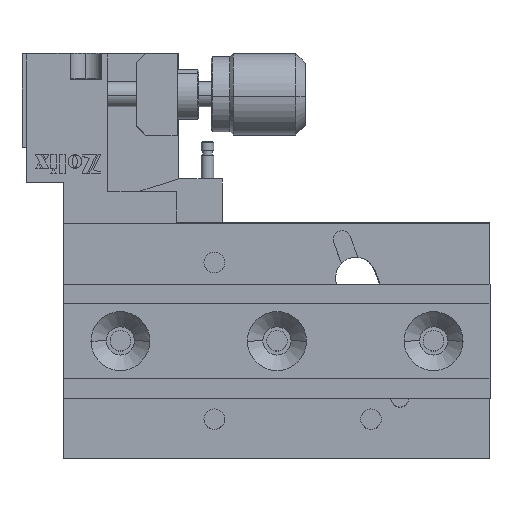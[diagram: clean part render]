
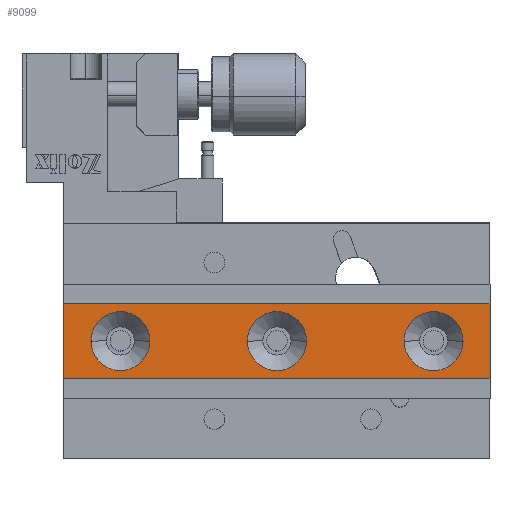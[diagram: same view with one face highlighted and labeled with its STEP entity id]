
A CAD part, left-side view. The second image highlights one B-rep face of the part: STEP entity #9099.
In plain terms, the highlighted planar face has unit normal (-1, 0, -0.008).
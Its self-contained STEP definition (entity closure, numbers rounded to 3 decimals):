
#1 = FACE_BOUND ( 'NONE', #6390, .T. ) ;
#36 = VERTEX_POINT ( 'NONE', #9334 ) ;
#168 = ORIENTED_EDGE ( 'NONE', *, *, #7396, .F. ) ;
#178 = CARTESIAN_POINT ( 'NONE',  ( -18.142, -1.261, -0.077 ) ) ;
#285 = LINE ( 'NONE', #9435, #10361 ) ;
#312 = CARTESIAN_POINT ( 'NONE',  ( -18.192, -30.561, 5.923 ) ) ;
#474 = ORIENTED_EDGE ( 'NONE', *, *, #3479, .F. ) ;
#507 = EDGE_CURVE ( 'NONE', #823, #934, #3098, .T. ) ;
#571 = AXIS2_PLACEMENT_3D ( 'NONE', #10205, #8616, #7672 ) ;
#733 = DIRECTION ( 'NONE',  ( 0., -1., 0. ) ) ;
#823 = VERTEX_POINT ( 'NONE', #8163 ) ;
#934 = VERTEX_POINT ( 'NONE', #10055 ) ;
#1079 = CARTESIAN_POINT ( 'NONE',  ( -18.142, -16.861, -0.077 ) ) ;
#1088 = PLANE ( 'NONE',  #571 ) ;
#1214 = LINE ( 'NONE', #3874, #8662 ) ;
#1308 = FACE_BOUND ( 'NONE', #2335, .T. ) ;
#1309 = DIRECTION ( 'NONE',  ( -1., 0., -0.008 ) ) ;
#1389 = CARTESIAN_POINT ( 'NONE',  ( -18.092, 37.439, -6.077 ) ) ;
#1421 = EDGE_LOOP ( 'NONE', ( #2895, #6238, #4000, #8656 ) ) ;
#1514 = CARTESIAN_POINT ( 'NONE',  ( -18.142, 23.739, -0.077 ) ) ;
#1592 = DIRECTION ( 'NONE',  ( 0., -1., 0. ) ) ;
#1715 = ORIENTED_EDGE ( 'NONE', *, *, #5975, .F. ) ;
#1739 = EDGE_CURVE ( 'NONE', #934, #10555, #1214, .T. ) ;
#1787 = AXIS2_PLACEMENT_3D ( 'NONE', #2314, #8262, #733 ) ;
#1854 = DIRECTION ( 'NONE',  ( 0., 1., 0. ) ) ;
#2314 = CARTESIAN_POINT ( 'NONE',  ( -18.142, 28.439, -0.077 ) ) ;
#2335 = EDGE_LOOP ( 'NONE', ( #1715, #8904 ) ) ;
#2402 = CARTESIAN_POINT ( 'NONE',  ( -18.142, 3.439, -0.077 ) ) ;
#2535 = CARTESIAN_POINT ( 'NONE',  ( -18.142, 8.139, -0.077 ) ) ;
#2743 = VERTEX_POINT ( 'NONE', #3451 ) ;
#2744 = DIRECTION ( 'NONE',  ( 0., -1., 0. ) ) ;
#2895 = ORIENTED_EDGE ( 'NONE', *, *, #1739, .T. ) ;
#3098 = LINE ( 'NONE', #312, #9742 ) ;
#3416 = CARTESIAN_POINT ( 'NONE',  ( -18.142, 28.439, -0.077 ) ) ;
#3451 = CARTESIAN_POINT ( 'NONE',  ( -18.142, -26.261, -0.077 ) ) ;
#3479 = EDGE_CURVE ( 'NONE', #8022, #2743, #7304, .T. ) ;
#3524 = VERTEX_POINT ( 'NONE', #178 ) ;
#3668 = EDGE_CURVE ( 'NONE', #8918, #3524, #5089, .T. ) ;
#3874 = CARTESIAN_POINT ( 'NONE',  ( -18.192, 37.439, 5.923 ) ) ;
#3956 = VECTOR ( 'NONE', #9065, 1000. ) ;
#4000 = ORIENTED_EDGE ( 'NONE', *, *, #6901, .F. ) ;
#4185 = FACE_BOUND ( 'NONE', #5003, .T. ) ;
#4917 = ORIENTED_EDGE ( 'NONE', *, *, #3668, .F. ) ;
#4954 = DIRECTION ( 'NONE',  ( -1., 0., -0.008 ) ) ;
#5003 = EDGE_LOOP ( 'NONE', ( #168, #4917 ) ) ;
#5089 = CIRCLE ( 'NONE', #5467, 4.7 ) ;
#5467 = AXIS2_PLACEMENT_3D ( 'NONE', #9626, #1309, #7854 ) ;
#5583 = EDGE_CURVE ( 'NONE', #2743, #8022, #10003, .T. ) ;
#5752 = CIRCLE ( 'NONE', #6347, 4.7 ) ;
#5775 = CIRCLE ( 'NONE', #9764, 4.7 ) ;
#5975 = EDGE_CURVE ( 'NONE', #7390, #7418, #6571, .T. ) ;
#6034 = DIRECTION ( 'NONE',  ( -1., 0., -0.008 ) ) ;
#6146 = DIRECTION ( 'NONE',  ( 0., 1., 0. ) ) ;
#6238 = ORIENTED_EDGE ( 'NONE', *, *, #8039, .F. ) ;
#6347 = AXIS2_PLACEMENT_3D ( 'NONE', #2402, #6572, #1592 ) ;
#6390 = EDGE_LOOP ( 'NONE', ( #7887, #474 ) ) ;
#6439 = DIRECTION ( 'NONE',  ( 0.008, 0., -1. ) ) ;
#6571 = CIRCLE ( 'NONE', #1787, 4.7 ) ;
#6572 = DIRECTION ( 'NONE',  ( -1., 0., -0.008 ) ) ;
#6760 = EDGE_CURVE ( 'NONE', #7418, #7390, #5775, .T. ) ;
#6901 = EDGE_CURVE ( 'NONE', #823, #36, #8901, .T. ) ;
#7304 = CIRCLE ( 'NONE', #7770, 4.7 ) ;
#7390 = VERTEX_POINT ( 'NONE', #1514 ) ;
#7396 = EDGE_CURVE ( 'NONE', #3524, #8918, #5752, .T. ) ;
#7418 = VERTEX_POINT ( 'NONE', #10817 ) ;
#7672 = DIRECTION ( 'NONE',  ( 0., 1., 0. ) ) ;
#7770 = AXIS2_PLACEMENT_3D ( 'NONE', #9505, #6034, #2744 ) ;
#7854 = DIRECTION ( 'NONE',  ( 0., -1., 0. ) ) ;
#7887 = ORIENTED_EDGE ( 'NONE', *, *, #5583, .F. ) ;
#8022 = VERTEX_POINT ( 'NONE', #1079 ) ;
#8039 = EDGE_CURVE ( 'NONE', #36, #10555, #285, .T. ) ;
#8163 = CARTESIAN_POINT ( 'NONE',  ( -18.192, -30.561, 5.923 ) ) ;
#8262 = DIRECTION ( 'NONE',  ( -1., 0., -0.008 ) ) ;
#8339 = CARTESIAN_POINT ( 'NONE',  ( -18.142, -21.561, -0.077 ) ) ;
#8616 = DIRECTION ( 'NONE',  ( 1., 0., 0.008 ) ) ;
#8656 = ORIENTED_EDGE ( 'NONE', *, *, #507, .T. ) ;
#8662 = VECTOR ( 'NONE', #6439, 1000. ) ;
#8869 = FACE_OUTER_BOUND ( 'NONE', #1421, .T. ) ;
#8901 = LINE ( 'NONE', #10007, #3956 ) ;
#8904 = ORIENTED_EDGE ( 'NONE', *, *, #6760, .F. ) ;
#8918 = VERTEX_POINT ( 'NONE', #2535 ) ;
#9065 = DIRECTION ( 'NONE',  ( 0.008, 0., -1. ) ) ;
#9099 = ADVANCED_FACE ( 'NONE', ( #1308, #4185, #1, #8869 ), #1088, .F. ) ;
#9114 = AXIS2_PLACEMENT_3D ( 'NONE', #8339, #4954, #9166 ) ;
#9166 = DIRECTION ( 'NONE',  ( 0., -1., 0. ) ) ;
#9219 = DIRECTION ( 'NONE',  ( -1., 0., -0.008 ) ) ;
#9334 = CARTESIAN_POINT ( 'NONE',  ( -18.092, -30.561, -6.077 ) ) ;
#9435 = CARTESIAN_POINT ( 'NONE',  ( -18.092, -30.561, -6.077 ) ) ;
#9505 = CARTESIAN_POINT ( 'NONE',  ( -18.142, -21.561, -0.077 ) ) ;
#9626 = CARTESIAN_POINT ( 'NONE',  ( -18.142, 3.439, -0.077 ) ) ;
#9742 = VECTOR ( 'NONE', #6146, 1000. ) ;
#9764 = AXIS2_PLACEMENT_3D ( 'NONE', #3416, #9219, #10093 ) ;
#10003 = CIRCLE ( 'NONE', #9114, 4.7 ) ;
#10007 = CARTESIAN_POINT ( 'NONE',  ( -18.192, -30.561, 5.923 ) ) ;
#10055 = CARTESIAN_POINT ( 'NONE',  ( -18.192, 37.439, 5.923 ) ) ;
#10093 = DIRECTION ( 'NONE',  ( 0., -1., 0. ) ) ;
#10205 = CARTESIAN_POINT ( 'NONE',  ( -18.192, -30.561, 5.923 ) ) ;
#10361 = VECTOR ( 'NONE', #1854, 1000. ) ;
#10555 = VERTEX_POINT ( 'NONE', #1389 ) ;
#10817 = CARTESIAN_POINT ( 'NONE',  ( -18.142, 33.139, -0.077 ) ) ;
